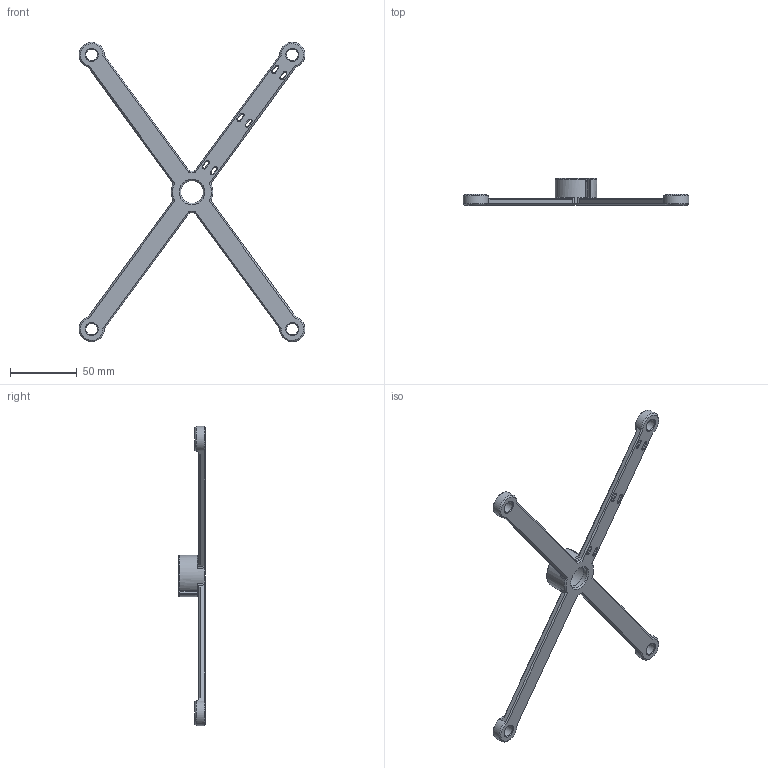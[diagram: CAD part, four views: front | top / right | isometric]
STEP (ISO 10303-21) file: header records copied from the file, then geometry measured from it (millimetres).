
FILE_DESCRIPTION(/* description */ (''),/* implementation_level */ '2;1');
FILE_NAME(/* name */ 'MotorHolder.step',/* time_stamp */ '2020-10-02T10:58:10+02:00',/* author */ (''),/* organization */ (''),/* preprocessor_version */ 'ST-DEVELOPER v18.1',/* originating_system */ 'Autodesk Translation Framework v9.3.0.1241',/* authorisation */ '');
FILE_SCHEMA (('AUTOMOTIVE_DESIGN { 1 0 10303 214 3 1 1 }'));
Length unit declared in the file: millimetre
Products named in the file (1): Fusion-Komponente
Bounding box: 168.8 x 20 x 223.8 mm (x, y, z)
Volume: 43032.6 mm3; surface area: 23849.9 mm2
Topology: 1 solids, 1 shells, 207 faces, 562 edges, 357 vertices
Faces by surface type: plane 106, cone 62, cylinder 27, bspline 12
Full cylindrical faces by diameter (mm): 8.8 x4, 17 x1, 18.8 x4
Entity records: 6856 total; most frequent: CARTESIAN_POINT 1915, ORIENTED_EDGE 1124, DIRECTION 917, EDGE_CURVE 562, VERTEX_POINT 357, AXIS2_PLACEMENT_3D 331, LINE 255, VECTOR 255
